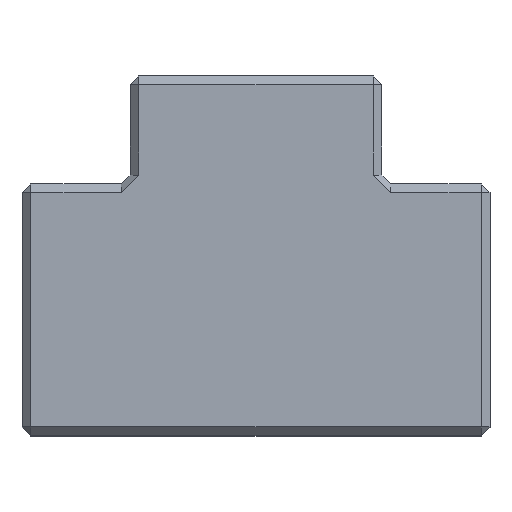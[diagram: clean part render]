
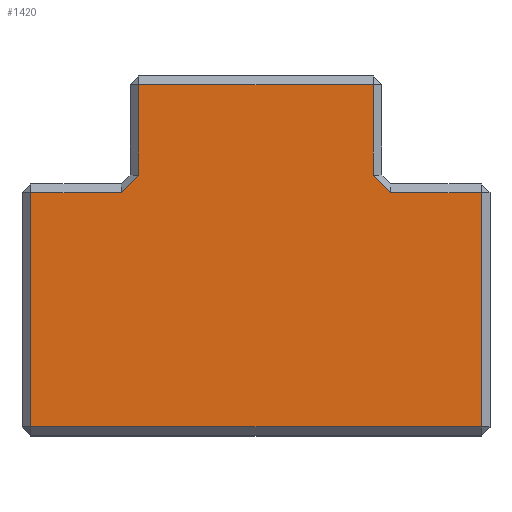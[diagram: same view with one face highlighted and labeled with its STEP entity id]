
A CAD part, top view. The second image highlights one B-rep face of the part: STEP entity #1420.
In plain terms, the highlighted planar face has unit normal (0, 0, 1).
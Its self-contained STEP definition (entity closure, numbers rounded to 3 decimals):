
#1406=AXIS2_PLACEMENT_3D('Plane Axis2P3D',#1403,#1404,#1405) ;
#120=CARTESIAN_POINT('Vertex',(20.207,90.108,12.1)) ;
#183=CARTESIAN_POINT('Vertex',(10.506,99.809,12.1)) ;
#316=CARTESIAN_POINT('Vertex',(-10.506,99.809,12.1)) ;
#319=CARTESIAN_POINT('Line Origine',(-0.4,99.809,12.1)) ;
#396=CARTESIAN_POINT('Vertex',(-20.207,90.108,12.1)) ;
#513=CARTESIAN_POINT('Vertex',(-20.207,69.096,12.1)) ;
#516=CARTESIAN_POINT('Line Origine',(-20.207,84.053,12.1)) ;
#647=CARTESIAN_POINT('Vertex',(20.207,69.096,12.1)) ;
#650=CARTESIAN_POINT('Line Origine',(20.207,84.453,12.1)) ;
#717=CARTESIAN_POINT('Line Origine',(0.,69.096,12.1)) ;
#1169=CARTESIAN_POINT('Line Origine',(-0.4,90.108,12.1)) ;
#1173=CARTESIAN_POINT('Vertex',(-12.106,90.108,12.1)) ;
#1197=CARTESIAN_POINT('Vertex',(-10.506,91.708,12.1)) ;
#1200=CARTESIAN_POINT('Line Origine',(-10.506,84.053,12.1)) ;
#1217=CARTESIAN_POINT('Line Origine',(-11.306,90.908,12.1)) ;
#1326=CARTESIAN_POINT('Line Origine',(10.506,84.453,12.1)) ;
#1330=CARTESIAN_POINT('Vertex',(10.506,91.708,12.1)) ;
#1354=CARTESIAN_POINT('Vertex',(12.106,90.108,12.1)) ;
#1357=CARTESIAN_POINT('Line Origine',(-0.4,90.108,12.1)) ;
#1374=CARTESIAN_POINT('Line Origine',(11.306,90.908,12.1)) ;
#1403=CARTESIAN_POINT('Axis2P3D Location',(0.,0.,12.1)) ;
#320=DIRECTION('Vector Direction',(-1.,0.,0.)) ;
#517=DIRECTION('Vector Direction',(0.,-1.,0.)) ;
#651=DIRECTION('Vector Direction',(0.,1.,0.)) ;
#718=DIRECTION('Vector Direction',(-1.,0.,0.)) ;
#1170=DIRECTION('Vector Direction',(1.,0.,0.)) ;
#1201=DIRECTION('Vector Direction',(0.,-1.,0.)) ;
#1218=DIRECTION('Vector Direction',(-0.707,-0.707,0.)) ;
#1327=DIRECTION('Vector Direction',(0.,-1.,0.)) ;
#1358=DIRECTION('Vector Direction',(-1.,0.,0.)) ;
#1375=DIRECTION('Vector Direction',(-0.707,0.707,0.)) ;
#1404=DIRECTION('Axis2P3D Direction',(0.,0.,1.)) ;
#1405=DIRECTION('Axis2P3D XDirection',(1.,0.,0.)) ;
#321=VECTOR('Line Direction',#320,1.) ;
#518=VECTOR('Line Direction',#517,1.) ;
#652=VECTOR('Line Direction',#651,1.) ;
#719=VECTOR('Line Direction',#718,1.) ;
#1171=VECTOR('Line Direction',#1170,1.) ;
#1202=VECTOR('Line Direction',#1201,1.) ;
#1219=VECTOR('Line Direction',#1218,1.) ;
#1328=VECTOR('Line Direction',#1327,1.) ;
#1359=VECTOR('Line Direction',#1358,1.) ;
#1376=VECTOR('Line Direction',#1375,1.) ;
#1409=ORIENTED_EDGE('',*,*,#654,.T.) ;
#1410=ORIENTED_EDGE('',*,*,#1361,.F.) ;
#1411=ORIENTED_EDGE('',*,*,#1378,.T.) ;
#1412=ORIENTED_EDGE('',*,*,#1332,.T.) ;
#1413=ORIENTED_EDGE('',*,*,#323,.T.) ;
#1414=ORIENTED_EDGE('',*,*,#1204,.F.) ;
#1415=ORIENTED_EDGE('',*,*,#1221,.T.) ;
#1416=ORIENTED_EDGE('',*,*,#1175,.T.) ;
#1417=ORIENTED_EDGE('',*,*,#520,.T.) ;
#1418=ORIENTED_EDGE('',*,*,#721,.T.) ;
#1420=ADVANCED_FACE('Body.2',(#1419),#1407,.T.) ;
#323=EDGE_CURVE('',#184,#317,#322,.T.) ;
#520=EDGE_CURVE('',#397,#514,#519,.T.) ;
#654=EDGE_CURVE('',#648,#121,#653,.T.) ;
#721=EDGE_CURVE('',#514,#648,#720,.F.) ;
#1175=EDGE_CURVE('',#1174,#397,#1172,.F.) ;
#1204=EDGE_CURVE('',#1198,#317,#1203,.F.) ;
#1221=EDGE_CURVE('',#1198,#1174,#1220,.T.) ;
#1332=EDGE_CURVE('',#1331,#184,#1329,.F.) ;
#1361=EDGE_CURVE('',#1355,#121,#1360,.F.) ;
#1378=EDGE_CURVE('',#1355,#1331,#1377,.T.) ;
#1408=EDGE_LOOP('',(#1409,#1410,#1411,#1412,#1413,#1414,#1415,#1416,#1417,#1418)) ;
#1419=FACE_OUTER_BOUND('',#1408,.T.) ;
#322=LINE('Line',#319,#321) ;
#519=LINE('Line',#516,#518) ;
#653=LINE('Line',#650,#652) ;
#720=LINE('Line',#717,#719) ;
#1172=LINE('Line',#1169,#1171) ;
#1203=LINE('Line',#1200,#1202) ;
#1220=LINE('Line',#1217,#1219) ;
#1329=LINE('Line',#1326,#1328) ;
#1360=LINE('Line',#1357,#1359) ;
#1377=LINE('Line',#1374,#1376) ;
#1407=PLANE('',#1406) ;
#121=VERTEX_POINT('',#120) ;
#184=VERTEX_POINT('',#183) ;
#317=VERTEX_POINT('',#316) ;
#397=VERTEX_POINT('',#396) ;
#514=VERTEX_POINT('',#513) ;
#648=VERTEX_POINT('',#647) ;
#1174=VERTEX_POINT('',#1173) ;
#1198=VERTEX_POINT('',#1197) ;
#1331=VERTEX_POINT('',#1330) ;
#1355=VERTEX_POINT('',#1354) ;
